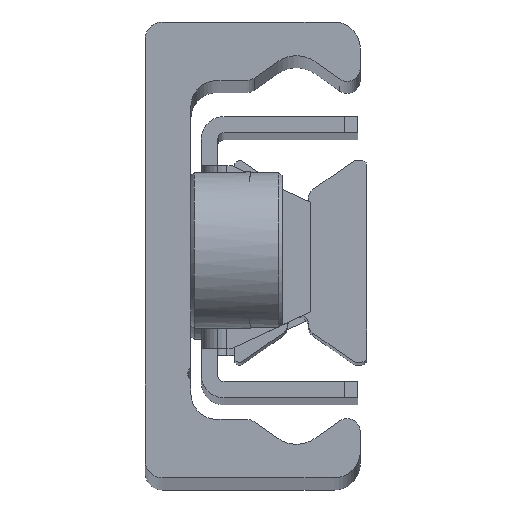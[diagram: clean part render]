
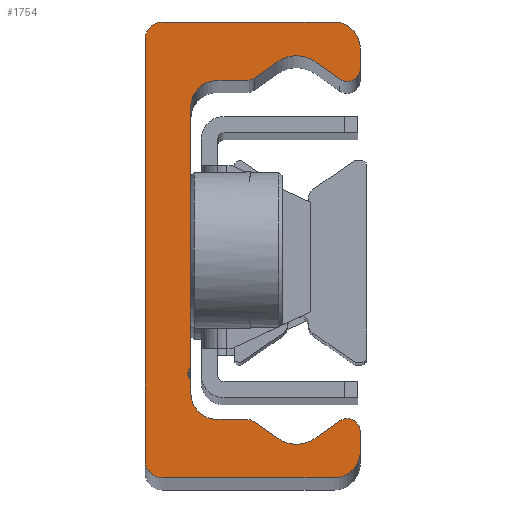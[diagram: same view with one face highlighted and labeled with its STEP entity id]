
A CAD part, top view. The second image highlights one B-rep face of the part: STEP entity #1754.
In plain terms, the highlighted planar face has unit normal (0, 0, 1).
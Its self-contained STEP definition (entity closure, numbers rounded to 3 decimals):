
#840=CARTESIAN_POINT('',(0.0,16.2,530.0));
#841=VERTEX_POINT('',#840);
#842=CARTESIAN_POINT('',(1.3,17.5,530.0));
#843=VERTEX_POINT('',#842);
#844=CARTESIAN_POINT('',(1.3,16.2,530.0));
#845=DIRECTION('',(0.0,0.0,-1.0));
#846=DIRECTION('',(0.0,-1.0,0.0));
#847=AXIS2_PLACEMENT_3D('',#844,#845,#846);
#848=CIRCLE('',#847,1.3);
#849=EDGE_CURVE('',#841,#843,#848,.T.);
#882=CARTESIAN_POINT('',(14.5,17.5,530.0));
#883=VERTEX_POINT('',#882);
#884=CARTESIAN_POINT('',(1.3,17.5,530.0));
#885=DIRECTION('',(1.0,0.0,0.0));
#886=VECTOR('',#885,13.2);
#887=LINE('',#884,#886);
#888=EDGE_CURVE('',#843,#883,#887,.T.);
#913=CARTESIAN_POINT('',(16.5,15.5,530.0));
#914=VERTEX_POINT('',#913);
#915=CARTESIAN_POINT('',(14.5,15.5,530.0));
#916=DIRECTION('',(0.0,0.0,-1.0));
#917=DIRECTION('',(-1.0,0.0,0.0));
#918=AXIS2_PLACEMENT_3D('',#915,#916,#917);
#919=CIRCLE('',#918,2.);
#920=EDGE_CURVE('',#883,#914,#919,.T.);
#946=CARTESIAN_POINT('',(16.5,13.946,530.0));
#947=VERTEX_POINT('',#946);
#948=CARTESIAN_POINT('',(16.5,15.5,530.0));
#949=DIRECTION('',(0.0,-1.0,0.0));
#950=VECTOR('',#949,1.554);
#951=LINE('',#948,#950);
#952=EDGE_CURVE('',#914,#947,#951,.T.);
#977=CARTESIAN_POINT('',(14.926,13.127,530.0));
#978=VERTEX_POINT('',#977);
#979=CARTESIAN_POINT('',(15.5,13.946,530.0));
#980=DIRECTION('',(0.0,0.0,-1.0));
#981=DIRECTION('',(0.574,0.819,0.0));
#982=AXIS2_PLACEMENT_3D('',#979,#980,#981);
#983=CIRCLE('',#982,1.0);
#984=EDGE_CURVE('',#947,#978,#983,.T.);
#1010=CARTESIAN_POINT('',(13.034,14.452,530.0));
#1011=VERTEX_POINT('',#1010);
#1012=CARTESIAN_POINT('',(14.926,13.127,530.0));
#1013=DIRECTION('',(-0.819,0.574,0.0));
#1014=VECTOR('',#1013,2.31);
#1015=LINE('',#1012,#1014);
#1016=EDGE_CURVE('',#978,#1011,#1015,.T.);
#1041=CARTESIAN_POINT('',(10.166,14.452,530.0));
#1042=VERTEX_POINT('',#1041);
#1043=CARTESIAN_POINT('',(11.6,12.404,530.0));
#1044=DIRECTION('',(0.0,0.0,1.0));
#1045=DIRECTION('',(0.574,0.819,0.0));
#1046=AXIS2_PLACEMENT_3D('',#1043,#1044,#1045);
#1047=CIRCLE('',#1046,2.5);
#1048=EDGE_CURVE('',#1011,#1042,#1047,.T.);
#1074=CARTESIAN_POINT('',(8.351,13.181,530.0));
#1075=VERTEX_POINT('',#1074);
#1076=CARTESIAN_POINT('',(10.166,14.452,530.0));
#1077=DIRECTION('',(-0.819,-0.574,0.0));
#1078=VECTOR('',#1077,2.216);
#1079=LINE('',#1076,#1078);
#1080=EDGE_CURVE('',#1042,#1075,#1079,.T.);
#1105=CARTESIAN_POINT('',(7.777,13.,530.0));
#1106=VERTEX_POINT('',#1105);
#1107=CARTESIAN_POINT('',(7.777,14.,530.0));
#1108=DIRECTION('',(0.0,0.0,-1.0));
#1109=DIRECTION('',(0.0,1.0,0.0));
#1110=AXIS2_PLACEMENT_3D('',#1107,#1108,#1109);
#1111=CIRCLE('',#1110,1.);
#1112=EDGE_CURVE('',#1075,#1106,#1111,.T.);
#1138=CARTESIAN_POINT('',(5.5,13.,530.0));
#1139=VERTEX_POINT('',#1138);
#1140=CARTESIAN_POINT('',(7.777,13.,530.0));
#1141=DIRECTION('',(-1.0,0.0,0.0));
#1142=VECTOR('',#1141,2.277);
#1143=LINE('',#1140,#1142);
#1144=EDGE_CURVE('',#1106,#1139,#1143,.T.);
#1169=CARTESIAN_POINT('',(3.5,11.,530.0));
#1170=VERTEX_POINT('',#1169);
#1171=CARTESIAN_POINT('',(5.5,11.,530.0));
#1172=DIRECTION('',(0.0,0.0,1.0));
#1173=DIRECTION('',(0.0,1.0,0.0));
#1174=AXIS2_PLACEMENT_3D('',#1171,#1172,#1173);
#1175=CIRCLE('',#1174,2.0);
#1176=EDGE_CURVE('',#1139,#1170,#1175,.T.);
#1202=CARTESIAN_POINT('',(3.5,-9.067,530.0));
#1203=VERTEX_POINT('',#1202);
#1204=CARTESIAN_POINT('',(3.5,11.,530.0));
#1205=DIRECTION('',(0.0,-1.0,0.0));
#1206=VECTOR('',#1205,20.067);
#1207=LINE('',#1204,#1206);
#1208=EDGE_CURVE('',#1170,#1203,#1207,.T.);
#1260=CARTESIAN_POINT('',(3.5,-9.933,530.0));
#1261=VERTEX_POINT('',#1260);
#1262=CARTESIAN_POINT('',(3.75,-9.5,530.0));
#1263=DIRECTION('',(0.0,0.0,1.0));
#1264=DIRECTION('',(-0.5,0.866,0.0));
#1265=AXIS2_PLACEMENT_3D('',#1262,#1263,#1264);
#1266=CIRCLE('',#1265,0.5);
#1267=EDGE_CURVE('',#1203,#1261,#1266,.T.);
#1293=CARTESIAN_POINT('',(3.5,-11.,530.0));
#1294=VERTEX_POINT('',#1293);
#1295=CARTESIAN_POINT('',(3.5,-9.933,530.0));
#1296=DIRECTION('',(0.0,-1.0,0.0));
#1297=VECTOR('',#1296,1.067);
#1298=LINE('',#1295,#1297);
#1299=EDGE_CURVE('',#1261,#1294,#1298,.T.);
#1324=CARTESIAN_POINT('',(5.5,-13.,530.0));
#1325=VERTEX_POINT('',#1324);
#1326=CARTESIAN_POINT('',(5.5,-11.,530.0));
#1327=DIRECTION('',(0.0,0.0,1.0));
#1328=DIRECTION('',(-1.0,0.0,0.0));
#1329=AXIS2_PLACEMENT_3D('',#1326,#1327,#1328);
#1330=CIRCLE('',#1329,2.0);
#1331=EDGE_CURVE('',#1294,#1325,#1330,.T.);
#1357=CARTESIAN_POINT('',(7.777,-13.,530.0));
#1358=VERTEX_POINT('',#1357);
#1359=CARTESIAN_POINT('',(5.5,-13.,530.0));
#1360=DIRECTION('',(1.0,0.0,0.0));
#1361=VECTOR('',#1360,2.277);
#1362=LINE('',#1359,#1361);
#1363=EDGE_CURVE('',#1325,#1358,#1362,.T.);
#1388=CARTESIAN_POINT('',(8.351,-13.181,530.0));
#1389=VERTEX_POINT('',#1388);
#1390=CARTESIAN_POINT('',(7.777,-14.0,530.0));
#1391=DIRECTION('',(0.0,0.0,-1.0));
#1392=DIRECTION('',(-0.574,-0.819,0.0));
#1393=AXIS2_PLACEMENT_3D('',#1390,#1391,#1392);
#1394=CIRCLE('',#1393,1.);
#1395=EDGE_CURVE('',#1358,#1389,#1394,.T.);
#1421=CARTESIAN_POINT('',(10.166,-14.452,530.0));
#1422=VERTEX_POINT('',#1421);
#1423=CARTESIAN_POINT('',(8.351,-13.181,530.0));
#1424=DIRECTION('',(0.819,-0.574,0.0));
#1425=VECTOR('',#1424,2.216);
#1426=LINE('',#1423,#1425);
#1427=EDGE_CURVE('',#1389,#1422,#1426,.T.);
#1452=CARTESIAN_POINT('',(13.034,-14.452,530.0));
#1453=VERTEX_POINT('',#1452);
#1454=CARTESIAN_POINT('',(11.6,-12.404,530.0));
#1455=DIRECTION('',(0.0,0.0,1.));
#1456=DIRECTION('',(-0.574,-0.819,0.0));
#1457=AXIS2_PLACEMENT_3D('',#1454,#1455,#1456);
#1458=CIRCLE('',#1457,2.5);
#1459=EDGE_CURVE('',#1422,#1453,#1458,.T.);
#1485=CARTESIAN_POINT('',(14.926,-13.127,530.0));
#1486=VERTEX_POINT('',#1485);
#1487=CARTESIAN_POINT('',(13.034,-14.452,530.0));
#1488=DIRECTION('',(0.819,0.574,0.0));
#1489=VECTOR('',#1488,2.31);
#1490=LINE('',#1487,#1489);
#1491=EDGE_CURVE('',#1453,#1486,#1490,.T.);
#1516=CARTESIAN_POINT('',(16.5,-13.946,530.0));
#1517=VERTEX_POINT('',#1516);
#1518=CARTESIAN_POINT('',(15.5,-13.946,530.0));
#1519=DIRECTION('',(0.0,0.0,-1.0));
#1520=DIRECTION('',(-1.0,0.0,0.0));
#1521=AXIS2_PLACEMENT_3D('',#1518,#1519,#1520);
#1522=CIRCLE('',#1521,1.0);
#1523=EDGE_CURVE('',#1486,#1517,#1522,.T.);
#1549=CARTESIAN_POINT('',(16.5,-15.5,530.0));
#1550=VERTEX_POINT('',#1549);
#1551=CARTESIAN_POINT('',(16.5,-13.946,530.0));
#1552=DIRECTION('',(0.0,-1.0,0.0));
#1553=VECTOR('',#1552,1.554);
#1554=LINE('',#1551,#1553);
#1555=EDGE_CURVE('',#1517,#1550,#1554,.T.);
#1580=CARTESIAN_POINT('',(14.5,-17.5,530.0));
#1581=VERTEX_POINT('',#1580);
#1582=CARTESIAN_POINT('',(14.5,-15.5,530.0));
#1583=DIRECTION('',(0.0,0.0,-1.0));
#1584=DIRECTION('',(0.0,1.0,0.0));
#1585=AXIS2_PLACEMENT_3D('',#1582,#1583,#1584);
#1586=CIRCLE('',#1585,2.);
#1587=EDGE_CURVE('',#1550,#1581,#1586,.T.);
#1613=CARTESIAN_POINT('',(1.3,-17.5,530.0));
#1614=VERTEX_POINT('',#1613);
#1615=CARTESIAN_POINT('',(14.5,-17.5,530.0));
#1616=DIRECTION('',(-1.0,0.0,0.0));
#1617=VECTOR('',#1616,13.2);
#1618=LINE('',#1615,#1617);
#1619=EDGE_CURVE('',#1581,#1614,#1618,.T.);
#1644=CARTESIAN_POINT('',(0.0,-16.2,530.0));
#1645=VERTEX_POINT('',#1644);
#1646=CARTESIAN_POINT('',(1.3,-16.2,530.0));
#1647=DIRECTION('',(0.0,0.0,-1.0));
#1648=DIRECTION('',(1.0,0.0,0.0));
#1649=AXIS2_PLACEMENT_3D('',#1646,#1647,#1648);
#1650=CIRCLE('',#1649,1.3);
#1651=EDGE_CURVE('',#1614,#1645,#1650,.T.);
#1677=CARTESIAN_POINT('',(0.0,-16.2,530.0));
#1678=DIRECTION('',(0.0,1.0,0.0));
#1679=VECTOR('',#1678,32.4);
#1680=LINE('',#1677,#1679);
#1681=EDGE_CURVE('',#1645,#841,#1680,.T.);
#1721=CARTESIAN_POINT('',(5.957,-0.014,530.0));
#1722=DIRECTION('',(0.0,0.0,1.0));
#1723=DIRECTION('',(1.0,0.0,0.0));
#1724=AXIS2_PLACEMENT_3D('',#1721,#1722,#1723);
#1725=PLANE('',#1724);
#1726=ORIENTED_EDGE('',*,*,#849,.F.);
#1727=ORIENTED_EDGE('',*,*,#1681,.F.);
#1728=ORIENTED_EDGE('',*,*,#1651,.F.);
#1729=ORIENTED_EDGE('',*,*,#1619,.F.);
#1730=ORIENTED_EDGE('',*,*,#1587,.F.);
#1731=ORIENTED_EDGE('',*,*,#1555,.F.);
#1732=ORIENTED_EDGE('',*,*,#1523,.F.);
#1733=ORIENTED_EDGE('',*,*,#1491,.F.);
#1734=ORIENTED_EDGE('',*,*,#1459,.F.);
#1735=ORIENTED_EDGE('',*,*,#1427,.F.);
#1736=ORIENTED_EDGE('',*,*,#1395,.F.);
#1737=ORIENTED_EDGE('',*,*,#1363,.F.);
#1738=ORIENTED_EDGE('',*,*,#1331,.F.);
#1739=ORIENTED_EDGE('',*,*,#1299,.F.);
#1740=ORIENTED_EDGE('',*,*,#1267,.F.);
#1741=ORIENTED_EDGE('',*,*,#1208,.F.);
#1742=ORIENTED_EDGE('',*,*,#1176,.F.);
#1743=ORIENTED_EDGE('',*,*,#1144,.F.);
#1744=ORIENTED_EDGE('',*,*,#1112,.F.);
#1745=ORIENTED_EDGE('',*,*,#1080,.F.);
#1746=ORIENTED_EDGE('',*,*,#1048,.F.);
#1747=ORIENTED_EDGE('',*,*,#1016,.F.);
#1748=ORIENTED_EDGE('',*,*,#984,.F.);
#1749=ORIENTED_EDGE('',*,*,#952,.F.);
#1750=ORIENTED_EDGE('',*,*,#920,.F.);
#1751=ORIENTED_EDGE('',*,*,#888,.F.);
#1752=EDGE_LOOP('',(#1726,#1727,#1728,#1729,#1730,#1731,#1732,#1733,#1734,#1735,#1736,#1737,#1738,#1739,#1740,#1741,#1742,#1743,#1744,#1745,#1746,#1747,#1748,#1749,#1750,#1751));
#1753=FACE_OUTER_BOUND('',#1752,.T.);
#1754=ADVANCED_FACE('',(#1753),#1725,.T.);
